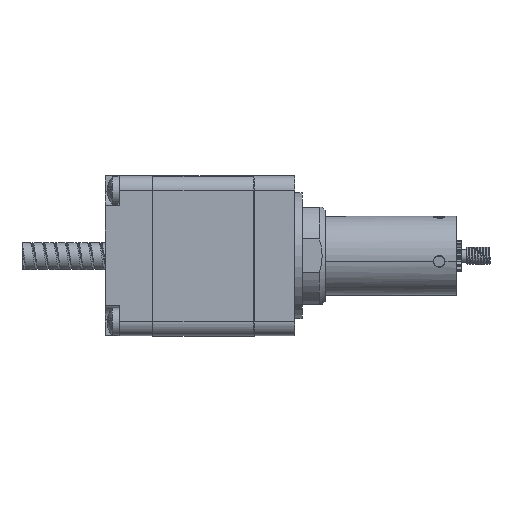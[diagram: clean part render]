
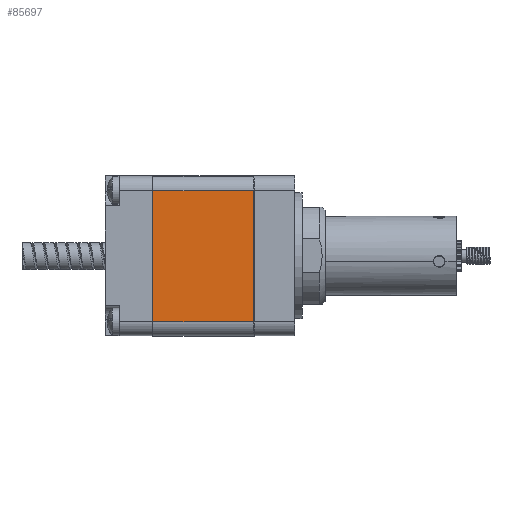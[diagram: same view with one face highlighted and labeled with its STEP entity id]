
A CAD part, front view. The second image highlights one B-rep face of the part: STEP entity #85697.
In plain terms, the highlighted planar face has unit normal (0, -1, 0).
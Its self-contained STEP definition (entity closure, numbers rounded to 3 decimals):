
#16313 = DIRECTION ( 'NONE',  ( -1., 0., 0. ) ) ;
#18224 = EDGE_CURVE ( 'NONE', #87259, #19267, #64691, .T. ) ;
#19161 = VECTOR ( 'NONE', #46433, 1000. ) ;
#19267 = VERTEX_POINT ( 'NONE', #31224 ) ;
#20663 = CARTESIAN_POINT ( 'NONE',  ( 17.85, -14., -11.5 ) ) ;
#21763 = EDGE_CURVE ( 'NONE', #51378, #35419, #81502, .T. ) ;
#22732 = DIRECTION ( 'NONE',  ( 0., 1., 0. ) ) ;
#27259 = DIRECTION ( 'NONE',  ( -1., 0., 0. ) ) ;
#27492 = EDGE_LOOP ( 'NONE', ( #45464, #91095, #93066, #30938 ) ) ;
#30938 = ORIENTED_EDGE ( 'NONE', *, *, #21763, .T. ) ;
#31224 = CARTESIAN_POINT ( 'NONE',  ( 0., -14., -11.5 ) ) ;
#35419 = VERTEX_POINT ( 'NONE', #59003 ) ;
#35495 = CARTESIAN_POINT ( 'NONE',  ( 17.85, -14., -11.5 ) ) ;
#36523 = DIRECTION ( 'NONE',  ( 0., 0., -1. ) ) ;
#39945 = EDGE_CURVE ( 'NONE', #35419, #19267, #49446, .T. ) ;
#41314 = EDGE_CURVE ( 'NONE', #51378, #87259, #85935, .T. ) ;
#45464 = ORIENTED_EDGE ( 'NONE', *, *, #39945, .T. ) ;
#46433 = DIRECTION ( 'NONE',  ( 0., 0., -1. ) ) ;
#47682 = FACE_OUTER_BOUND ( 'NONE', #27492, .T. ) ;
#49446 = LINE ( 'NONE', #103339, #19161 ) ;
#51378 = VERTEX_POINT ( 'NONE', #98828 ) ;
#55133 = CARTESIAN_POINT ( 'NONE',  ( 17.85, -14., -11.5 ) ) ;
#56185 = CARTESIAN_POINT ( 'NONE',  ( 17.85, -14., -11.5 ) ) ;
#59003 = CARTESIAN_POINT ( 'NONE',  ( 0., -14., 11.5 ) ) ;
#64691 = LINE ( 'NONE', #56185, #86330 ) ;
#77727 = CARTESIAN_POINT ( 'NONE',  ( 17.85, -14., 11.5 ) ) ;
#81502 = LINE ( 'NONE', #77727, #99565 ) ;
#85697 = ADVANCED_FACE ( 'NONE', ( #47682 ), #103005, .F. ) ;
#85935 = LINE ( 'NONE', #35495, #100873 ) ;
#86330 = VECTOR ( 'NONE', #16313, 1000. ) ;
#87032 = DIRECTION ( 'NONE',  ( 0., 0., -1. ) ) ;
#87259 = VERTEX_POINT ( 'NONE', #20663 ) ;
#91095 = ORIENTED_EDGE ( 'NONE', *, *, #18224, .F. ) ;
#91695 = AXIS2_PLACEMENT_3D ( 'NONE', #55133, #22732, #87032 ) ;
#93066 = ORIENTED_EDGE ( 'NONE', *, *, #41314, .F. ) ;
#98828 = CARTESIAN_POINT ( 'NONE',  ( 17.85, -14., 11.5 ) ) ;
#99565 = VECTOR ( 'NONE', #27259, 1000. ) ;
#100873 = VECTOR ( 'NONE', #36523, 1000. ) ;
#103005 = PLANE ( 'NONE',  #91695 ) ;
#103339 = CARTESIAN_POINT ( 'NONE',  ( 0., -14., -11.5 ) ) ;
